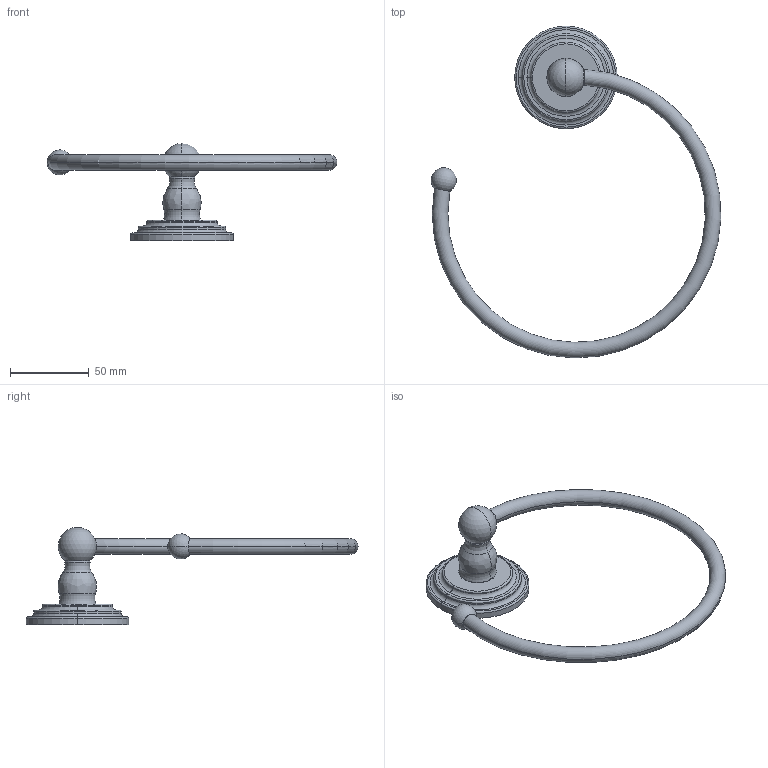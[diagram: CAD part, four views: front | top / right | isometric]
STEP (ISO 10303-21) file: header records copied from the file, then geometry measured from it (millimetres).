
FILE_DESCRIPTION((''),'2;1');
FILE_NAME('890-1400','2025-04-22T17:03:55',('SwamiS'),(''),'CREO PARAMETRIC BY PTC INC, 2023134','CREO PARAMETRIC BY PTC INC, 2023134','');
FILE_SCHEMA(('CONFIG_CONTROL_DESIGN'));
Length unit declared in the file: inch
Products named in the file (1): 890-1400
Bounding box: 183.49 x 210.27 x 61.52 mm (x, y, z)
Volume: 83036.1 mm3; surface area: 27068.1 mm2
Topology: 2 solids, 2 shells, 76 faces, 160 edges, 98 vertices
Faces by surface type: cylinder 30, plane 18, torus 16, cone 6, sphere 4, bspline 2
Entity records: 2210 total; most frequent: CARTESIAN_POINT 468, DIRECTION 414, ORIENTED_EDGE 312, AXIS2_PLACEMENT_3D 188, EDGE_CURVE 156, CIRCLE 114, VERTEX_POINT 98, EDGE_LOOP 90
